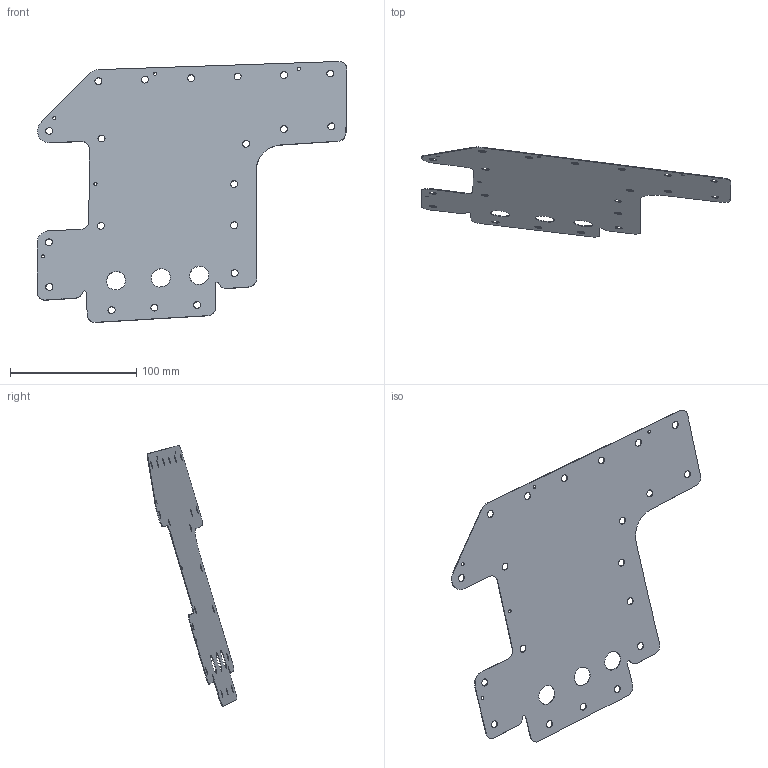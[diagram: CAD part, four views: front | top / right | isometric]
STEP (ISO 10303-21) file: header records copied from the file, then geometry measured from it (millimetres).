
FILE_DESCRIPTION (( 'STEP AP214' ), '1' );
FILE_NAME ('21051 flat 1 of 2.STEP', '2014-03-21T03:40:08', ( 'DAO' ), ( '' ), 'SwSTEP 2.0', 'SolidWorks 2014', '' );
FILE_SCHEMA (( 'AUTOMOTIVE_DESIGN' ));
Length unit declared in the file: inch
Products named in the file (1): 21051 flat 1 of 2
Bounding box: 245.82 x 71.17 x 207.11 mm (x, y, z)
Volume: 17575.1 mm3; surface area: 69945 mm2
Topology: 1 solids, 1 shells, 108 faces, 318 edges, 212 vertices
Faces by surface type: cylinder 82, plane 26
Entity records: 3838 total; most frequent: DIRECTION 700, CARTESIAN_POINT 639, ORIENTED_EDGE 636, EDGE_CURVE 318, AXIS2_PLACEMENT_3D 273, VERTEX_POINT 212, EDGE_LOOP 164, CIRCLE 164
